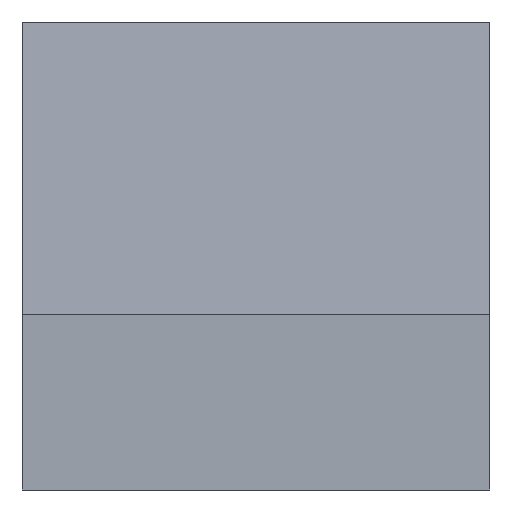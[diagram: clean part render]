
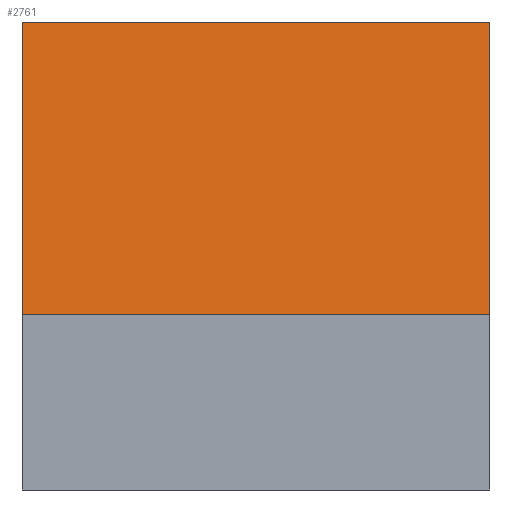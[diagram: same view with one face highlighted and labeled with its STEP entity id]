
A CAD part, left-side view. The second image highlights one B-rep face of the part: STEP entity #2761.
In plain terms, the highlighted planar face has unit normal (-0.995, 0, 0.1).
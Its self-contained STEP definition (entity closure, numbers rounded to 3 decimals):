
#546=ORIENTED_EDGE('',*,*,#939,.T.);
#547=ORIENTED_EDGE('',*,*,#940,.F.);
#548=ORIENTED_EDGE('',*,*,#941,.F.);
#549=ORIENTED_EDGE('',*,*,#942,.T.);
#939=EDGE_CURVE('',#1172,#1173,#1414,.T.);
#940=EDGE_CURVE('',#1174,#1173,#1415,.T.);
#941=EDGE_CURVE('',#1175,#1174,#1416,.T.);
#942=EDGE_CURVE('',#1175,#1172,#1417,.T.);
#1172=VERTEX_POINT('',#4016);
#1173=VERTEX_POINT('',#4017);
#1174=VERTEX_POINT('',#4019);
#1175=VERTEX_POINT('',#4021);
#1414=LINE('',#4015,#1684);
#1415=LINE('',#4018,#1685);
#1416=LINE('',#4020,#1686);
#1417=LINE('',#4022,#1687);
#1684=VECTOR('',#3401,1000.);
#1685=VECTOR('',#3402,1000.);
#1686=VECTOR('',#3403,1000.);
#1687=VECTOR('',#3404,1000.);
#1848=EDGE_LOOP('',(#546,#547,#548,#549));
#1964=FACE_BOUND('',#1848,.T.);
#2063=PLANE('',#2935);
#2761=ADVANCED_FACE('',(#1964),#2063,.F.);
#2935=AXIS2_PLACEMENT_3D('',#4014,#3399,#3400);
#3399=DIRECTION('',(0.995,0.,-0.1));
#3400=DIRECTION('',(-0.1,0.,-0.995));
#3401=DIRECTION('',(-0.1,0.,-0.995));
#3402=DIRECTION('',(0.,1.,0.));
#3403=DIRECTION('',(-0.1,0.,-0.995));
#3404=DIRECTION('',(0.,1.,0.));
#4014=CARTESIAN_POINT('',(-0.6,-0.4,0.));
#4015=CARTESIAN_POINT('',(-0.6,0.4,0.));
#4016=CARTESIAN_POINT('',(-0.55,0.4,0.5));
#4017=CARTESIAN_POINT('',(-0.6,0.4,0.));
#4018=CARTESIAN_POINT('',(-0.6,-0.4,0.));
#4019=CARTESIAN_POINT('',(-0.6,-0.4,0.));
#4020=CARTESIAN_POINT('',(-0.6,-0.4,0.));
#4021=CARTESIAN_POINT('',(-0.55,-0.4,0.5));
#4022=CARTESIAN_POINT('',(-0.55,-0.4,0.5));
